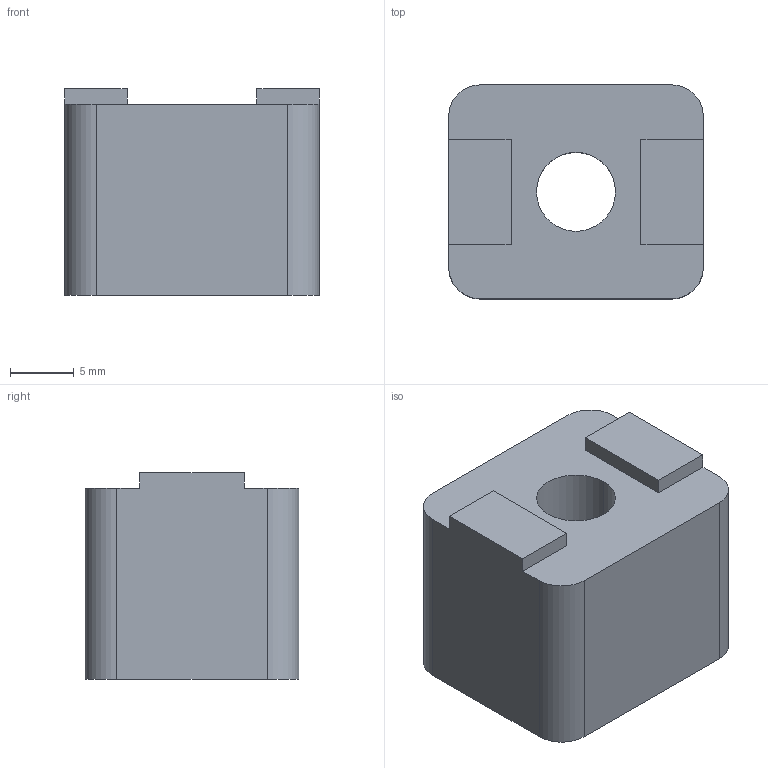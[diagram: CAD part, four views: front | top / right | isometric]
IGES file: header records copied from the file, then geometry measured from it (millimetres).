
Start section:  PTC IGES file: s037164026.igs
Global section: file name: s037164026.igs; native system: Pro/ENGINEER by Parametric Technology Corporation; preprocessor: 2005310; author: Andrea.Castagnoli; organization: Unknown; date: 070220.164909; units: millimetre
Bounding box: 20 x 16.8 x 16.2 mm (x, y, z)
Volume: 4289 mm3; surface area: 2080.2 mm2
Topology: 1 solids, 1 shells, 27 faces, 72 edges, 48 vertices
Faces by surface type: bspline 21, revolution 6
